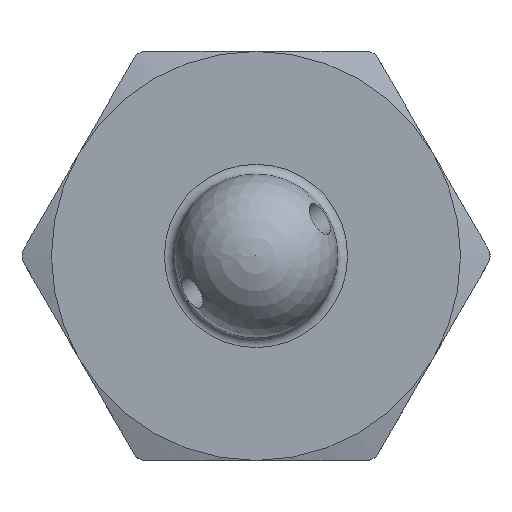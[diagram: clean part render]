
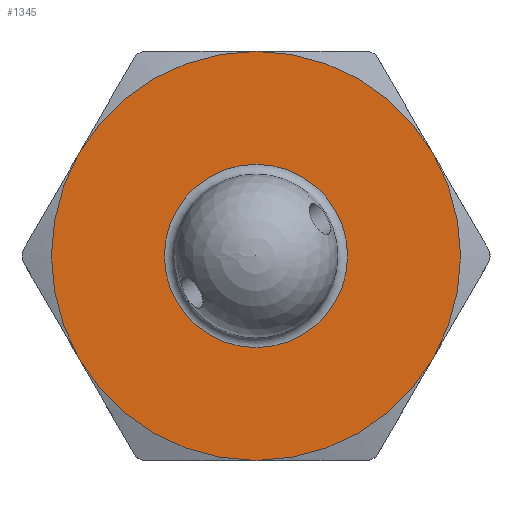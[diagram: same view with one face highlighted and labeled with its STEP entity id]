
A CAD part, top view. The second image highlights one B-rep face of the part: STEP entity #1345.
In plain terms, the highlighted planar face has unit normal (0, 0, 1).
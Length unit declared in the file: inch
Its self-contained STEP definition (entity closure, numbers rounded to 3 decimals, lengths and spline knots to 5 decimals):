
#268=FACE_BOUND('',#374,.T.);
#301=FACE_OUTER_BOUND('',#373,.T.);
#373=EDGE_LOOP('',(#918,#919,#920,#921,#922,#923));
#374=EDGE_LOOP('',(#924,#925));
#458=CIRCLE('',#1552,0.625);
#459=CIRCLE('',#1554,0.625);
#460=CIRCLE('',#1556,0.625);
#461=CIRCLE('',#1558,0.625);
#462=CIRCLE('',#1560,0.625);
#463=CIRCLE('',#1562,0.625);
#464=CIRCLE('',#1564,0.28);
#465=CIRCLE('',#1565,0.28);
#544=VERTEX_POINT('',#2154);
#545=VERTEX_POINT('',#2158);
#546=VERTEX_POINT('',#2167);
#547=VERTEX_POINT('',#2173);
#548=VERTEX_POINT('',#2185);
#549=VERTEX_POINT('',#2194);
#550=VERTEX_POINT('',#2208);
#551=VERTEX_POINT('',#2209);
#688=EDGE_CURVE('',#545,#544,#458,.T.);
#691=EDGE_CURVE('',#546,#545,#459,.T.);
#693=EDGE_CURVE('',#544,#547,#460,.T.);
#697=EDGE_CURVE('',#548,#546,#461,.T.);
#700=EDGE_CURVE('',#549,#548,#462,.T.);
#703=EDGE_CURVE('',#547,#549,#463,.T.);
#705=EDGE_CURVE('',#550,#551,#464,.F.);
#706=EDGE_CURVE('',#551,#550,#465,.F.);
#918=ORIENTED_EDGE('',*,*,#688,.T.);
#919=ORIENTED_EDGE('',*,*,#693,.T.);
#920=ORIENTED_EDGE('',*,*,#703,.T.);
#921=ORIENTED_EDGE('',*,*,#700,.T.);
#922=ORIENTED_EDGE('',*,*,#697,.T.);
#923=ORIENTED_EDGE('',*,*,#691,.T.);
#924=ORIENTED_EDGE('',*,*,#705,.T.);
#925=ORIENTED_EDGE('',*,*,#706,.T.);
#1230=PLANE('',#1563);
#1345=ADVANCED_FACE('',(#301,#268),#1230,.T.);
#1552=AXIS2_PLACEMENT_3D('',#2159,#1751,#1752);
#1554=AXIS2_PLACEMENT_3D('',#2168,#1755,#1756);
#1556=AXIS2_PLACEMENT_3D('',#2174,#1759,#1760);
#1558=AXIS2_PLACEMENT_3D('',#2186,#1763,#1764);
#1560=AXIS2_PLACEMENT_3D('',#2195,#1767,#1768);
#1562=AXIS2_PLACEMENT_3D('',#2203,#1771,#1772);
#1563=AXIS2_PLACEMENT_3D('',#2207,#1773,#1774);
#1564=AXIS2_PLACEMENT_3D('',#2210,#1775,#1776);
#1565=AXIS2_PLACEMENT_3D('',#2211,#1777,#1778);
#1751=DIRECTION('center_axis',(0.,0.,1.));
#1752=DIRECTION('ref_axis',(1.,0.,0.));
#1755=DIRECTION('center_axis',(0.,0.,1.));
#1756=DIRECTION('ref_axis',(1.,0.,0.));
#1759=DIRECTION('center_axis',(0.,0.,1.));
#1760=DIRECTION('ref_axis',(1.,0.,0.));
#1763=DIRECTION('center_axis',(0.,0.,1.));
#1764=DIRECTION('ref_axis',(1.,0.,0.));
#1767=DIRECTION('center_axis',(0.,0.,1.));
#1768=DIRECTION('ref_axis',(1.,0.,0.));
#1771=DIRECTION('center_axis',(0.,0.,1.));
#1772=DIRECTION('ref_axis',(1.,0.,0.));
#1773=DIRECTION('center_axis',(0.,0.,1.));
#1774=DIRECTION('ref_axis',(1.,0.,0.));
#1775=DIRECTION('center_axis',(0.,0.,1.));
#1776=DIRECTION('ref_axis',(1.,0.,0.));
#1777=DIRECTION('center_axis',(0.,0.,1.));
#1778=DIRECTION('ref_axis',(1.,0.,0.));
#2154=CARTESIAN_POINT('',(0.,0.625,0.25));
#2158=CARTESIAN_POINT('',(0.54127,0.3125,0.25));
#2159=CARTESIAN_POINT('Origin',(0.,0.,0.25));
#2167=CARTESIAN_POINT('',(0.54127,-0.3125,0.25));
#2168=CARTESIAN_POINT('Origin',(0.,0.,0.25));
#2173=CARTESIAN_POINT('',(-0.54127,0.3125,0.25));
#2174=CARTESIAN_POINT('Origin',(0.,0.,0.25));
#2185=CARTESIAN_POINT('',(0.,-0.625,0.25));
#2186=CARTESIAN_POINT('Origin',(0.,0.,0.25));
#2194=CARTESIAN_POINT('',(-0.54127,-0.3125,0.25));
#2195=CARTESIAN_POINT('Origin',(0.,0.,0.25));
#2203=CARTESIAN_POINT('Origin',(0.,0.,0.25));
#2207=CARTESIAN_POINT('Origin',(0.,0.,0.25));
#2208=CARTESIAN_POINT('',(0.28,0.,0.25));
#2209=CARTESIAN_POINT('',(-0.28,0.,0.25));
#2210=CARTESIAN_POINT('Origin',(0.,0.,0.25));
#2211=CARTESIAN_POINT('Origin',(0.,0.,0.25));
